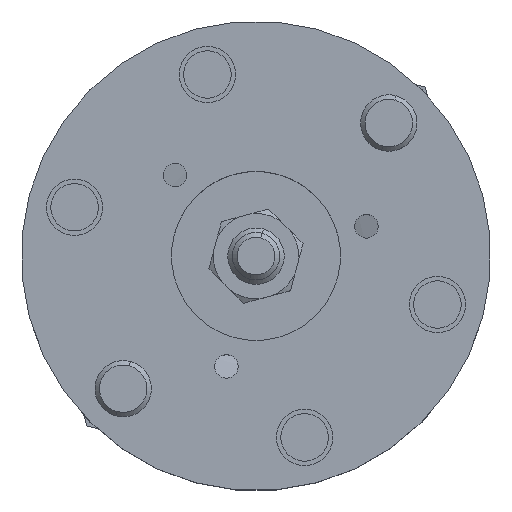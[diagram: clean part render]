
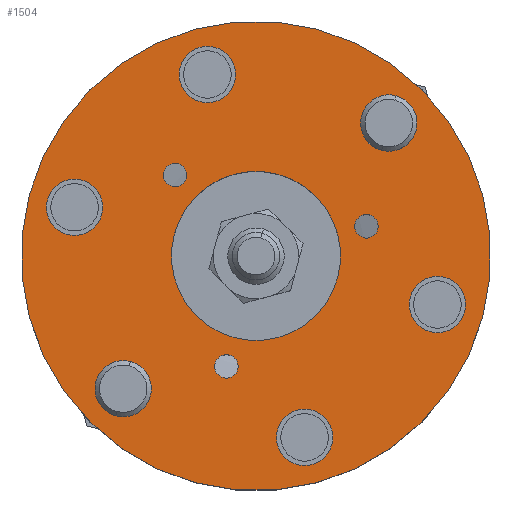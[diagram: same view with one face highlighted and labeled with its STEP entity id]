
A CAD part, top view. The second image highlights one B-rep face of the part: STEP entity #1504.
In plain terms, the highlighted planar face has unit normal (0, 0, 1).
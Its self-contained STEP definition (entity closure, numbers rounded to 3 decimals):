
#536=FACE_BOUND('',#2503,.F.);
#537=FACE_BOUND('',#2504,.F.);
#538=FACE_BOUND('',#2505,.F.);
#539=FACE_BOUND('',#2506,.F.);
#540=FACE_BOUND('',#2507,.F.);
#541=FACE_BOUND('',#2508,.F.);
#542=FACE_BOUND('',#2509,.F.);
#543=FACE_BOUND('',#2510,.F.);
#544=FACE_BOUND('',#2511,.F.);
#545=FACE_BOUND('',#2512,.F.);
#655=PLANE('',#10883);
#1504=ADVANCED_FACE('',(#536,#537,#538,#539,#540,#541,#542,#543,#544,#545,
#1981),#655,.T.);
#1981=FACE_OUTER_BOUND('',#2513,.F.);
#2503=EDGE_LOOP('',(#4005,#4006));
#2504=EDGE_LOOP('',(#4007,#4008));
#2505=EDGE_LOOP('',(#4009,#4010));
#2506=EDGE_LOOP('',(#4011,#4012));
#2507=EDGE_LOOP('',(#4013,#4014));
#2508=EDGE_LOOP('',(#4015,#4016));
#2509=EDGE_LOOP('',(#4017,#4018));
#2510=EDGE_LOOP('',(#4019,#4020));
#2511=EDGE_LOOP('',(#4021,#4022));
#2512=EDGE_LOOP('',(#4023,#4024));
#2513=EDGE_LOOP('',(#4025,#4026));
#4005=ORIENTED_EDGE('',*,*,#7794,.T.);
#4006=ORIENTED_EDGE('',*,*,#7793,.T.);
#4007=ORIENTED_EDGE('',*,*,#7802,.T.);
#4008=ORIENTED_EDGE('',*,*,#7801,.T.);
#4009=ORIENTED_EDGE('',*,*,#7798,.T.);
#4010=ORIENTED_EDGE('',*,*,#7797,.T.);
#4011=ORIENTED_EDGE('',*,*,#7790,.T.);
#4012=ORIENTED_EDGE('',*,*,#7789,.T.);
#4013=ORIENTED_EDGE('',*,*,#7783,.T.);
#4014=ORIENTED_EDGE('',*,*,#7784,.T.);
#4015=ORIENTED_EDGE('',*,*,#7779,.T.);
#4016=ORIENTED_EDGE('',*,*,#7780,.T.);
#4017=ORIENTED_EDGE('',*,*,#7775,.T.);
#4018=ORIENTED_EDGE('',*,*,#7776,.T.);
#4019=ORIENTED_EDGE('',*,*,#7771,.T.);
#4020=ORIENTED_EDGE('',*,*,#7772,.T.);
#4021=ORIENTED_EDGE('',*,*,#7767,.T.);
#4022=ORIENTED_EDGE('',*,*,#7768,.T.);
#4023=ORIENTED_EDGE('',*,*,#7763,.T.);
#4024=ORIENTED_EDGE('',*,*,#7764,.T.);
#4025=ORIENTED_EDGE('',*,*,#7810,.F.);
#4026=ORIENTED_EDGE('',*,*,#7806,.F.);
#7763=EDGE_CURVE('',#9274,#9273,#8577,.T.);
#7764=EDGE_CURVE('',#9273,#9274,#8578,.T.);
#7767=EDGE_CURVE('',#9270,#9269,#8581,.T.);
#7768=EDGE_CURVE('',#9269,#9270,#8582,.T.);
#7771=EDGE_CURVE('',#9266,#9265,#8585,.T.);
#7772=EDGE_CURVE('',#9265,#9266,#8586,.T.);
#7775=EDGE_CURVE('',#9262,#9261,#8589,.T.);
#7776=EDGE_CURVE('',#9261,#9262,#8590,.T.);
#7779=EDGE_CURVE('',#9258,#9257,#8593,.T.);
#7780=EDGE_CURVE('',#9257,#9258,#8594,.T.);
#7783=EDGE_CURVE('',#9254,#9253,#8597,.T.);
#7784=EDGE_CURVE('',#9253,#9254,#8598,.T.);
#7789=EDGE_CURVE('',#9248,#9247,#8603,.T.);
#7790=EDGE_CURVE('',#9247,#9248,#8604,.T.);
#7793=EDGE_CURVE('',#9244,#9243,#8607,.T.);
#7794=EDGE_CURVE('',#9243,#9244,#8608,.T.);
#7797=EDGE_CURVE('',#9240,#9239,#8611,.T.);
#7798=EDGE_CURVE('',#9239,#9240,#8612,.T.);
#7801=EDGE_CURVE('',#9236,#9235,#8615,.T.);
#7802=EDGE_CURVE('',#9235,#9236,#8616,.T.);
#7806=EDGE_CURVE('',#9230,#9229,#8620,.T.);
#7810=EDGE_CURVE('',#9229,#9230,#8622,.T.);
#8577=CIRCLE('',#10810,6.);
#8578=CIRCLE('',#10811,6.);
#8581=CIRCLE('',#10814,6.);
#8582=CIRCLE('',#10815,6.);
#8585=CIRCLE('',#10818,6.);
#8586=CIRCLE('',#10819,6.);
#8589=CIRCLE('',#10822,6.);
#8590=CIRCLE('',#10823,6.);
#8593=CIRCLE('',#10826,6.);
#8594=CIRCLE('',#10827,6.);
#8597=CIRCLE('',#10830,6.);
#8598=CIRCLE('',#10831,6.);
#8603=CIRCLE('',#10836,18.);
#8604=CIRCLE('',#10837,18.);
#8607=CIRCLE('',#10840,2.5);
#8608=CIRCLE('',#10841,2.5);
#8611=CIRCLE('',#10844,2.5);
#8612=CIRCLE('',#10845,2.5);
#8615=CIRCLE('',#10848,2.5);
#8616=CIRCLE('',#10849,2.5);
#8620=CIRCLE('',#10853,50.);
#8622=CIRCLE('',#10855,50.);
#9229=VERTEX_POINT('',#15893);
#9230=VERTEX_POINT('',#15894);
#9235=VERTEX_POINT('',#15899);
#9236=VERTEX_POINT('',#15900);
#9239=VERTEX_POINT('',#15903);
#9240=VERTEX_POINT('',#15904);
#9243=VERTEX_POINT('',#15907);
#9244=VERTEX_POINT('',#15908);
#9247=VERTEX_POINT('',#15911);
#9248=VERTEX_POINT('',#15912);
#9253=VERTEX_POINT('',#15917);
#9254=VERTEX_POINT('',#15918);
#9257=VERTEX_POINT('',#15921);
#9258=VERTEX_POINT('',#15922);
#9261=VERTEX_POINT('',#15925);
#9262=VERTEX_POINT('',#15926);
#9265=VERTEX_POINT('',#15929);
#9266=VERTEX_POINT('',#15930);
#9269=VERTEX_POINT('',#15933);
#9270=VERTEX_POINT('',#15934);
#9273=VERTEX_POINT('',#15937);
#9274=VERTEX_POINT('',#15938);
#10810=AXIS2_PLACEMENT_3D('',#15939,#12985,#12986);
#10811=AXIS2_PLACEMENT_3D('',#15940,#12987,#12988);
#10814=AXIS2_PLACEMENT_3D('',#15943,#12993,#12994);
#10815=AXIS2_PLACEMENT_3D('',#15944,#12995,#12996);
#10818=AXIS2_PLACEMENT_3D('',#15947,#13001,#13002);
#10819=AXIS2_PLACEMENT_3D('',#15948,#13003,#13004);
#10822=AXIS2_PLACEMENT_3D('',#15951,#13009,#13010);
#10823=AXIS2_PLACEMENT_3D('',#15952,#13011,#13012);
#10826=AXIS2_PLACEMENT_3D('',#15955,#13017,#13018);
#10827=AXIS2_PLACEMENT_3D('',#15956,#13019,#13020);
#10830=AXIS2_PLACEMENT_3D('',#15959,#13025,#13026);
#10831=AXIS2_PLACEMENT_3D('',#15960,#13027,#13028);
#10836=AXIS2_PLACEMENT_3D('',#15965,#13037,#13038);
#10837=AXIS2_PLACEMENT_3D('',#15966,#13039,#13040);
#10840=AXIS2_PLACEMENT_3D('',#15969,#13045,#13046);
#10841=AXIS2_PLACEMENT_3D('',#15970,#13047,#13048);
#10844=AXIS2_PLACEMENT_3D('',#15973,#13053,#13054);
#10845=AXIS2_PLACEMENT_3D('',#15974,#13055,#13056);
#10848=AXIS2_PLACEMENT_3D('',#15977,#13061,#13062);
#10849=AXIS2_PLACEMENT_3D('',#15978,#13063,#13064);
#10853=AXIS2_PLACEMENT_3D('',#15982,#13071,#13072);
#10855=AXIS2_PLACEMENT_3D('',#15986,#13077,#13078);
#10883=AXIS2_PLACEMENT_3D('',#16036,#13155,#13156);
#12985=DIRECTION('',(0.,0.,1.));
#12986=DIRECTION('',(0.707,-0.707,0.));
#12987=DIRECTION('',(0.,0.,1.));
#12988=DIRECTION('',(-0.707,0.707,0.));
#12993=DIRECTION('',(0.,0.,1.));
#12994=DIRECTION('',(0.966,0.259,0.));
#12995=DIRECTION('',(0.,0.,1.));
#12996=DIRECTION('',(-0.966,-0.259,0.));
#13001=DIRECTION('',(0.,0.,1.));
#13002=DIRECTION('',(0.259,0.966,0.));
#13003=DIRECTION('',(0.,0.,1.));
#13004=DIRECTION('',(-0.259,-0.966,0.));
#13009=DIRECTION('',(0.,0.,1.));
#13010=DIRECTION('',(-0.707,0.707,0.));
#13011=DIRECTION('',(0.,0.,1.));
#13012=DIRECTION('',(0.707,-0.707,0.));
#13017=DIRECTION('',(0.,0.,1.));
#13018=DIRECTION('',(-0.966,-0.259,0.));
#13019=DIRECTION('',(0.,0.,1.));
#13020=DIRECTION('',(0.966,0.259,0.));
#13025=DIRECTION('',(0.,0.,1.));
#13026=DIRECTION('',(-0.259,-0.966,0.));
#13027=DIRECTION('',(0.,0.,1.));
#13028=DIRECTION('',(0.259,0.966,0.));
#13037=DIRECTION('',(0.,0.,1.));
#13038=DIRECTION('',(-0.259,0.966,0.));
#13039=DIRECTION('',(0.,0.,1.));
#13040=DIRECTION('',(0.259,-0.966,0.));
#13045=DIRECTION('',(0.,0.,1.));
#13046=DIRECTION('',(-0.259,-0.966,0.));
#13047=DIRECTION('',(0.,0.,1.));
#13048=DIRECTION('',(0.259,0.966,0.));
#13053=DIRECTION('',(0.,0.,1.));
#13054=DIRECTION('',(0.966,0.259,0.));
#13055=DIRECTION('',(0.,0.,1.));
#13056=DIRECTION('',(-0.966,-0.259,0.));
#13061=DIRECTION('',(0.,0.,1.));
#13062=DIRECTION('',(-0.707,0.707,0.));
#13063=DIRECTION('',(0.,0.,1.));
#13064=DIRECTION('',(0.707,-0.707,0.));
#13071=DIRECTION('',(0.,0.,1.));
#13072=DIRECTION('',(0.259,-0.966,0.));
#13077=DIRECTION('',(0.,0.,1.));
#13078=DIRECTION('',(-0.259,0.966,0.));
#13155=DIRECTION('',(0.,0.,1.));
#13156=DIRECTION('',(0.966,0.259,0.));
#15893=CARTESIAN_POINT('',(-12.941,48.296,0.));
#15894=CARTESIAN_POINT('',(12.941,-48.296,0.));
#15899=CARTESIAN_POINT('',(25.288,4.534,0.));
#15900=CARTESIAN_POINT('',(21.753,8.07,0.));
#15903=CARTESIAN_POINT('',(-8.717,-24.167,0.));
#15904=CARTESIAN_POINT('',(-3.887,-22.873,0.));
#15907=CARTESIAN_POINT('',(-16.571,19.633,0.));
#15908=CARTESIAN_POINT('',(-17.865,14.803,0.));
#15911=CARTESIAN_POINT('',(4.659,-17.387,0.));
#15912=CARTESIAN_POINT('',(-4.659,17.387,0.));
#15917=CARTESIAN_POINT('',(-37.084,16.148,0.));
#15918=CARTESIAN_POINT('',(-40.19,4.557,0.));
#15921=CARTESIAN_POINT('',(-4.557,40.19,0.));
#15922=CARTESIAN_POINT('',(-16.148,37.084,0.));
#15925=CARTESIAN_POINT('',(32.527,24.042,0.));
#15926=CARTESIAN_POINT('',(24.042,32.527,0.));
#15929=CARTESIAN_POINT('',(37.084,-16.148,0.));
#15930=CARTESIAN_POINT('',(40.19,-4.557,0.));
#15933=CARTESIAN_POINT('',(4.557,-40.19,0.));
#15934=CARTESIAN_POINT('',(16.148,-37.084,0.));
#15937=CARTESIAN_POINT('',(-32.527,-24.042,0.));
#15938=CARTESIAN_POINT('',(-24.042,-32.527,0.));
#15939=CARTESIAN_POINT('',(-28.284,-28.284,0.));
#15940=CARTESIAN_POINT('',(-28.284,-28.284,0.));
#15943=CARTESIAN_POINT('',(10.353,-38.637,0.));
#15944=CARTESIAN_POINT('',(10.353,-38.637,0.));
#15947=CARTESIAN_POINT('',(38.637,-10.353,0.));
#15948=CARTESIAN_POINT('',(38.637,-10.353,0.));
#15951=CARTESIAN_POINT('',(28.284,28.284,0.));
#15952=CARTESIAN_POINT('',(28.284,28.284,0.));
#15955=CARTESIAN_POINT('',(-10.353,38.637,0.));
#15956=CARTESIAN_POINT('',(-10.353,38.637,0.));
#15959=CARTESIAN_POINT('',(-38.637,10.353,0.));
#15960=CARTESIAN_POINT('',(-38.637,10.353,0.));
#15965=CARTESIAN_POINT('',(0.,0.,0.));
#15966=CARTESIAN_POINT('',(0.,0.,0.));
#15969=CARTESIAN_POINT('',(-17.218,17.218,0.));
#15970=CARTESIAN_POINT('',(-17.218,17.218,0.));
#15973=CARTESIAN_POINT('',(-6.302,-23.52,0.));
#15974=CARTESIAN_POINT('',(-6.302,-23.52,0.));
#15977=CARTESIAN_POINT('',(23.52,6.302,0.));
#15978=CARTESIAN_POINT('',(23.52,6.302,0.));
#15982=CARTESIAN_POINT('',(0.,0.,0.));
#15986=CARTESIAN_POINT('',(0.,0.,0.));
#16036=CARTESIAN_POINT('',(-36.062,-62.462,0.));
